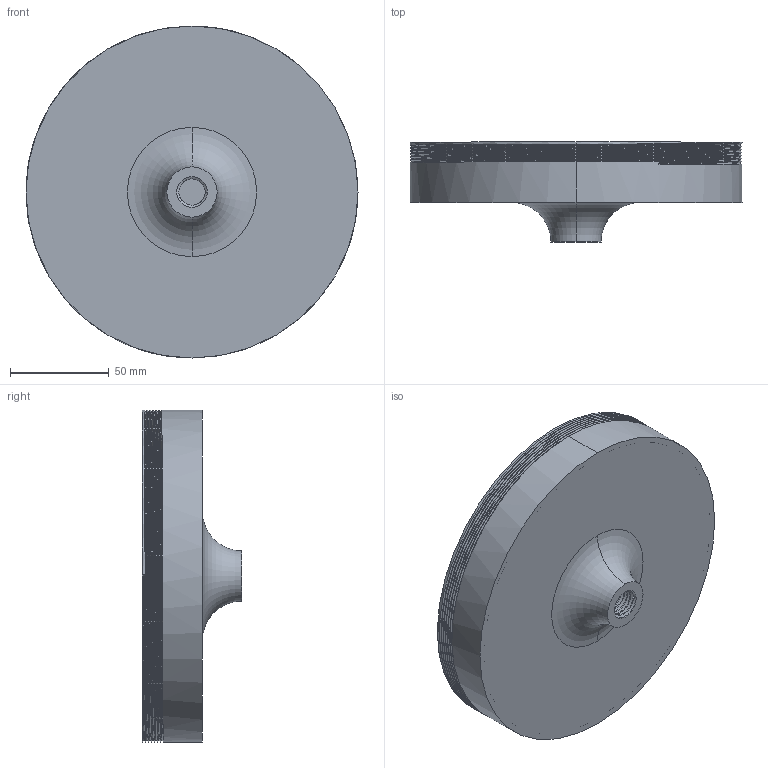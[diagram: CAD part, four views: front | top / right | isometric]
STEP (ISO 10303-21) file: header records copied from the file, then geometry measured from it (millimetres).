
FILE_DESCRIPTION (( 'STEP AP214' ), '1' );
FILE_NAME ('Soporte_Tornillo_Base.STEP', '2025-03-01T20:34:48', ( '' ), ( '' ), 'SwSTEP 2.0', 'SolidWorks 2025', '' );
FILE_SCHEMA (( 'AUTOMOTIVE_DESIGN' ));
Length unit declared in the file: millimetre
Products named in the file (1): Soporte_Tornillo_Base
Bounding box: 168 x 50.5 x 168 mm (x, y, z)
Volume: 71269.6 mm3; surface area: 81388.9 mm2
Topology: 1 solids, 1 shells, 51 faces, 137 edges, 91 vertices
Faces by surface type: cylinder 33, plane 10, bspline 6, torus 2
Entity records: 3976 total; most frequent: CARTESIAN_POINT 2889, ORIENTED_EDGE 274, DIRECTION 174, EDGE_CURVE 137, VERTEX_POINT 91, AXIS2_PLACEMENT_3D 66, EDGE_LOOP 54, ADVANCED_FACE 51
